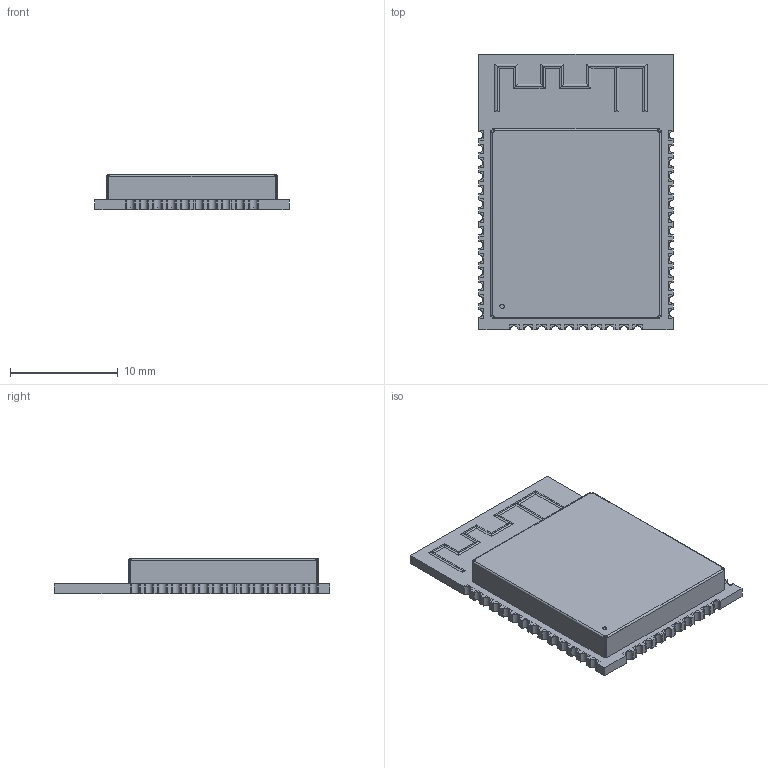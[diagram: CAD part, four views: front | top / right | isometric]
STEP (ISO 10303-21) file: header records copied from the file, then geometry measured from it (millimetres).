
FILE_DESCRIPTION(('FreeCAD Model'),'2;1');
FILE_NAME('ESP-WROOM-32.step','2019-06-11T23:15:09',( 'kicad StepUp'),('ksu MCAD'),'Open CASCADE STEP processor 7.3', 'FreeCAD','Unknown');
FILE_SCHEMA(('AUTOMOTIVE_DESIGN { 1 0 10303 214 1 1 1 1 }'));
Products named in the file (1): ESP-WROOM-32
Bounding box: 18 x 25.5 x 3.25 mm (x, y, z)
Volume: 449.1 mm3; surface area: 2059.9 mm2
Topology: 41 solids, 41 shells, 766 faces, 6042 edges, 17444 vertices
Faces by surface type: plane 618, cylinder 132, bspline 16
Entity records: 69710 total; most frequent: CARTESIAN_POINT 25377, DIRECTION 7820, LINE 5166, VECTOR 5166, GEOMETRIC_CURVE_SET 4029, ORIENTED_EDGE 4028, TRIMMED_CURVE 4028, EDGE_CURVE 2014
